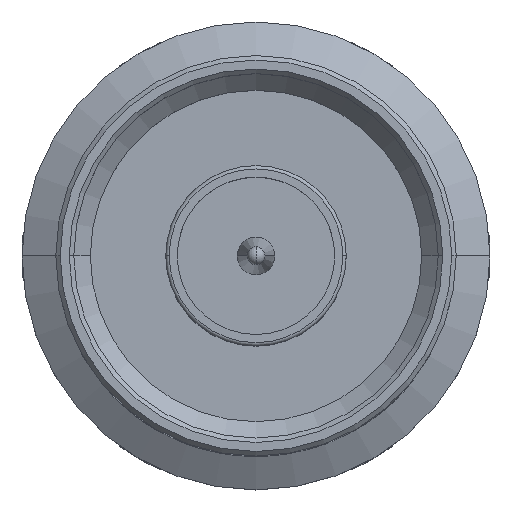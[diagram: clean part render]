
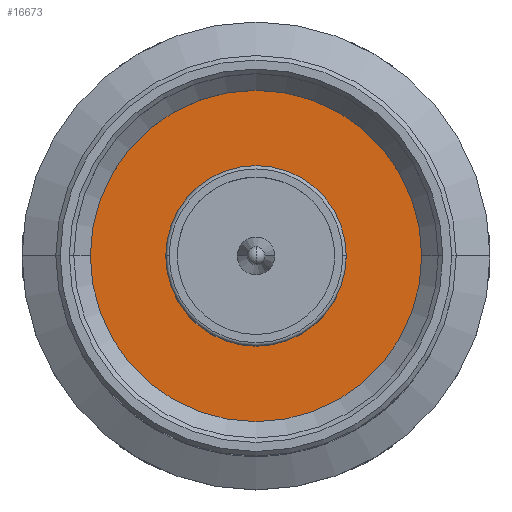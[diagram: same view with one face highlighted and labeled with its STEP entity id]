
A CAD part, top view. The second image highlights one B-rep face of the part: STEP entity #16673.
In plain terms, the highlighted planar face has unit normal (0, 0, 1).
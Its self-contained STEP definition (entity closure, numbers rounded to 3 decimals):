
#664 = EDGE_LOOP ( 'NONE', ( #30254, #30255 ) ) ;
#9822 = CIRCLE ( 'NONE', #10037, 4.01 ) ;
#10037 = AXIS2_PLACEMENT_3D ( 'NONE', #10930, #10931, #10932 ) ;
#10065 = AXIS2_PLACEMENT_3D ( 'NONE', #14916, #14850, #14919 ) ;
#10930 = CARTESIAN_POINT ( 'NONE',  ( 0., 0., -4.905 ) ) ;
#10931 = DIRECTION ( 'NONE',  ( 0., 0., -1. ) ) ;
#10932 = DIRECTION ( 'NONE',  ( -1., 0., 0. ) ) ;
#11797 = VERTEX_POINT ( 'NONE', #18610 ) ;
#12008 = CIRCLE ( 'NONE', #14596, 4.01 ) ;
#12201 = FACE_OUTER_BOUND ( 'NONE', #664, .T. ) ;
#12202 = FACE_BOUND ( 'NONE', #30989, .T. ) ;
#12919 = EDGE_CURVE ( 'NONE', #17652, #26214, #12008, .T. ) ;
#14364 = CARTESIAN_POINT ( 'NONE',  ( 0., 0., -4.905 ) ) ;
#14365 = DIRECTION ( 'NONE',  ( 0., 0., -1. ) ) ;
#14366 = DIRECTION ( 'NONE',  ( -1., 0., 0. ) ) ;
#14596 = AXIS2_PLACEMENT_3D ( 'NONE', #14364, #14365, #14366 ) ;
#14850 = DIRECTION ( 'NONE',  ( 0., 0., -1. ) ) ;
#14916 = CARTESIAN_POINT ( 'NONE',  ( 0., 0., -4.905 ) ) ;
#14917 = PLANE ( 'NONE',  #10065 ) ;
#14919 = DIRECTION ( 'NONE',  ( -1., 0., 0. ) ) ;
#16234 = EDGE_CURVE ( 'NONE', #26214, #17652, #9822, .T. ) ;
#16673 = ADVANCED_FACE ( 'NONE', ( #12201, #12202 ), #14917, .F. ) ;
#17652 = VERTEX_POINT ( 'NONE', #21289 ) ;
#17744 = VERTEX_POINT ( 'NONE', #21341 ) ;
#18610 = CARTESIAN_POINT ( 'NONE',  ( 7.366, 0., -4.905 ) ) ;
#21289 = CARTESIAN_POINT ( 'NONE',  ( 4.01, 0., -4.905 ) ) ;
#21341 = CARTESIAN_POINT ( 'NONE',  ( -7.366, 0., -4.905 ) ) ;
#22489 = CIRCLE ( 'NONE', #22886, 7.366 ) ;
#22573 = CIRCLE ( 'NONE', #22919, 7.366 ) ;
#22886 = AXIS2_PLACEMENT_3D ( 'NONE', #27124, #27125, #27126 ) ;
#22919 = AXIS2_PLACEMENT_3D ( 'NONE', #27339, #27340, #27341 ) ;
#24543 = EDGE_CURVE ( 'NONE', #11797, #17744, #22489, .T. ) ;
#24676 = EDGE_CURVE ( 'NONE', #17744, #11797, #22573, .T. ) ;
#26214 = VERTEX_POINT ( 'NONE', #29820 ) ;
#27124 = CARTESIAN_POINT ( 'NONE',  ( 0., 0., -4.905 ) ) ;
#27125 = DIRECTION ( 'NONE',  ( 0., 0., 1. ) ) ;
#27126 = DIRECTION ( 'NONE',  ( -1., 0., 0. ) ) ;
#27339 = CARTESIAN_POINT ( 'NONE',  ( 0., 0., -4.905 ) ) ;
#27340 = DIRECTION ( 'NONE',  ( 0., 0., 1. ) ) ;
#27341 = DIRECTION ( 'NONE',  ( -1., 0., 0. ) ) ;
#29820 = CARTESIAN_POINT ( 'NONE',  ( -4.01, 0., -4.905 ) ) ;
#30254 = ORIENTED_EDGE ( 'NONE', *, *, #24676, .T. ) ;
#30255 = ORIENTED_EDGE ( 'NONE', *, *, #24543, .T. ) ;
#30256 = ORIENTED_EDGE ( 'NONE', *, *, #12919, .T. ) ;
#30257 = ORIENTED_EDGE ( 'NONE', *, *, #16234, .T. ) ;
#30989 = EDGE_LOOP ( 'NONE', ( #30256, #30257 ) ) ;
